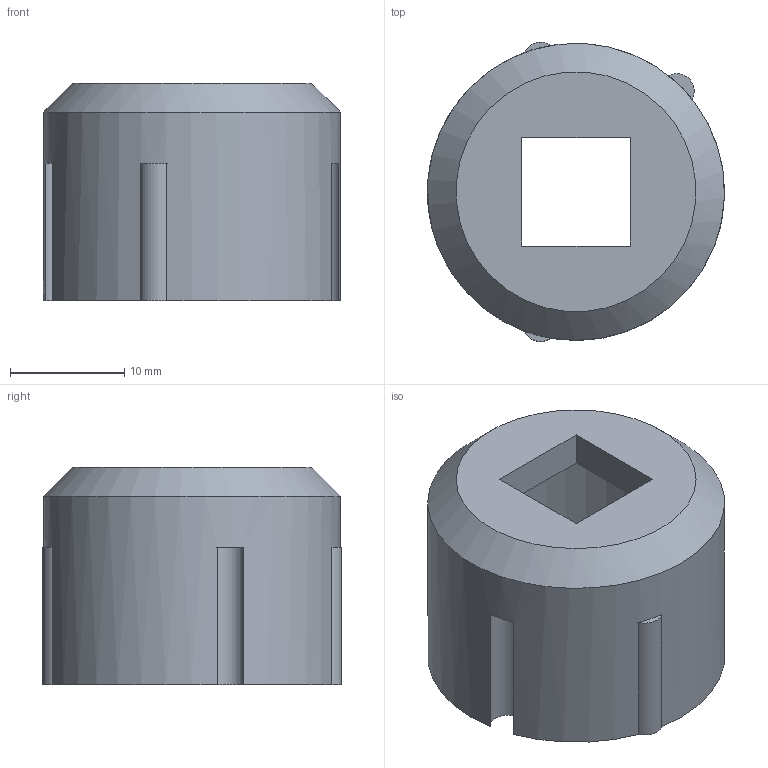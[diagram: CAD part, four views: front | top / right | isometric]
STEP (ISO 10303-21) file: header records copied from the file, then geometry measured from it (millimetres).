
FILE_DESCRIPTION((''),'2;1');
FILE_NAME('58440015X100.stp','2010-10-25T09:36:44',('thilbrands'),(''),'Autodesk Inventor 2008','Autodesk Inventor 2008','');
FILE_SCHEMA(('AUTOMOTIVE_DESIGN { 1 0 10303 214 1 1 1 1 }'));
Length unit declared in the file: millimetre
Products named in the file (3): 58440015X100; ENG-000580; DIN EN 22 338  C - zurückgezogen 3 h11 x 12 - C
Assembly tree (4 placements, depth 2):
  58440015X100
    ENG-000580
    DIN EN 22 338  C - zurückgezogen 3 h11 x 12 - C  x3
Bounding box: 26 x 26.18 x 19 mm (x, y, z)
Volume: 4462.1 mm3; surface area: 4049.6 mm2
Topology: 4 solids, 4 shells, 29 faces, 59 edges, 39 vertices
Faces by surface type: plane 18, cylinder 10, cone 1
Full cylindrical faces by diameter (mm): 3 x3, 20 x1, 26 x1
Entity records: 745 total; most frequent: DIRECTION 134, CARTESIAN_POINT 112, ORIENTED_EDGE 96, AXIS2_PLACEMENT_3D 56, EDGE_CURVE 48, VERTEX_POINT 34, EDGE_LOOP 30, CIRCLE 26
